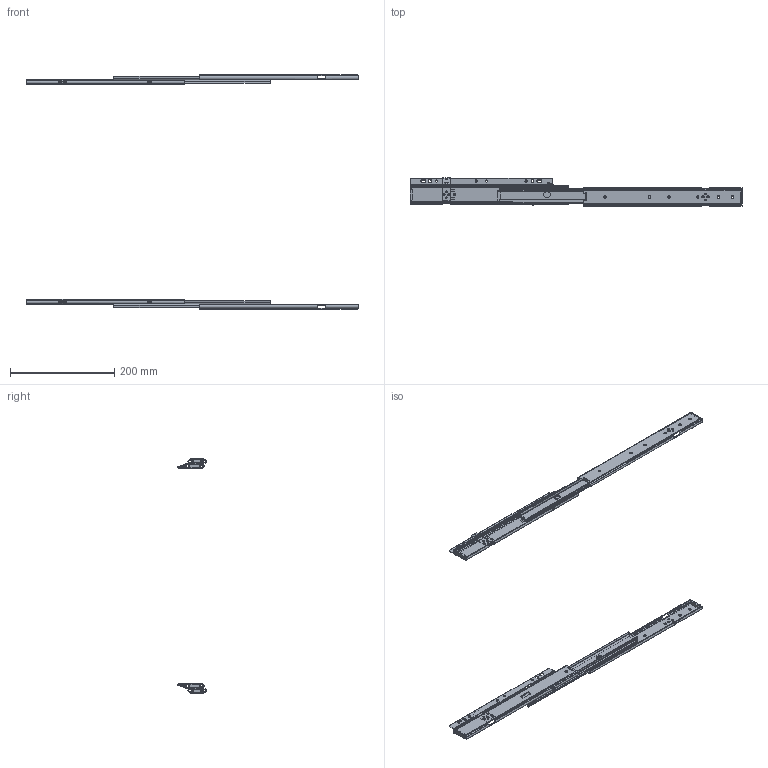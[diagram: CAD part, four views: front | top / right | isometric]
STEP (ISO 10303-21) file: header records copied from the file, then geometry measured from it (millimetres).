
FILE_DESCRIPTION (( 'STEP AP203' ), '1' );
FILE_NAME ('U33-12L R.STEP', '2021-05-24T05:25:44', ( '' ), ( '' ), 'SwSTEP 2.0', 'SolidWorks 2019', '' );
FILE_SCHEMA (( 'CONFIG_CONTROL_DESIGN' ));
Length unit declared in the file: millimetre
Products named in the file (13): PN101リベット; U33-12Lキャビ側IM; U33-12Lドロ側OM; PN26; U33-12Lドロ側IM; U33-12Rドロ側OM; PN4; U33-12L R; U33-12Rキャビ側OM; U33-12Rキャビ側IM; PN41-1; U33-12Lキャビ側OM; U33-12Rドロ側IM
Assembly tree (20 placements, depth 2):
  U33-12L R
    U33-12Lキャビ側OM
    U33-12Lキャビ側IM
    PN26  x4
    U33-12Lドロ側IM
    U33-12Lドロ側OM
    PN101リベット  x4
    PN4  x2
    PN41-1  x2
    U33-12Rキャビ側OM
    U33-12Rキャビ側IM
    U33-12Rドロ側IM
    U33-12Rドロ側OM
Bounding box: 638.2 x 54.75 x 450 mm (x, y, z)
Volume: 157363.8 mm3; surface area: 233323.4 mm2
Topology: 20 solids, 20 shells, 1047 faces, 2982 edges, 1959 vertices
Faces by surface type: plane 573, cylinder 446, bspline 20, torus 8
Entity records: 31967 total; most frequent: CARTESIAN_POINT 6530, ORIENTED_EDGE 5150, DIRECTION 4874, EDGE_CURVE 2575, VERTEX_POINT 1693, AXIS2_PLACEMENT_3D 1635, LINE 1604, VECTOR 1604
